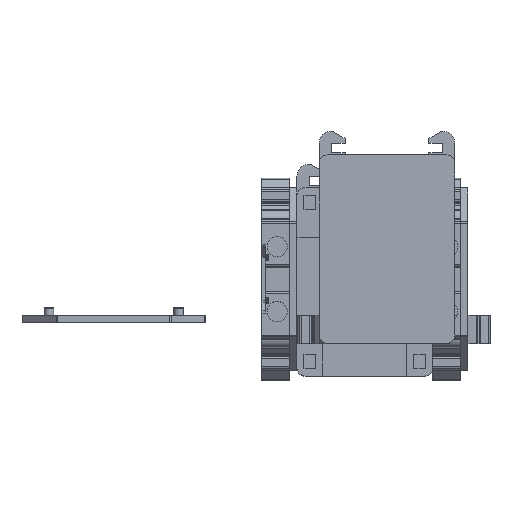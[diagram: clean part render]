
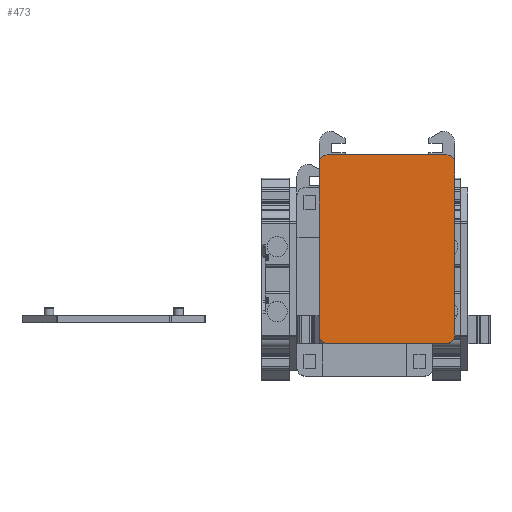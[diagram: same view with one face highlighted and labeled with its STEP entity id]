
A CAD part, top view. The second image highlights one B-rep face of the part: STEP entity #473.
In plain terms, the highlighted planar face has unit normal (0, 0, 1).
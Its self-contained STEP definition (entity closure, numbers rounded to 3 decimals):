
#473 = ADVANCED_FACE( '', ( #1284 ), #1285, .T. );
#1284 = FACE_OUTER_BOUND( '', #2458, .T. );
#1285 = PLANE( '', #2459 );
#2458 = EDGE_LOOP( '', ( #3774, #3775, #3776, #3777, #3778, #3779, #3780, #3781 ) );
#2459 = AXIS2_PLACEMENT_3D( '', #3782, #3783, #3784 );
#3774 = ORIENTED_EDGE( '', *, *, #7294, .F. );
#3775 = ORIENTED_EDGE( '', *, *, #7295, .T. );
#3776 = ORIENTED_EDGE( '', *, *, #7296, .F. );
#3777 = ORIENTED_EDGE( '', *, *, #7297, .T. );
#3778 = ORIENTED_EDGE( '', *, *, #7298, .T. );
#3779 = ORIENTED_EDGE( '', *, *, #7299, .T. );
#3780 = ORIENTED_EDGE( '', *, *, #7300, .T. );
#3781 = ORIENTED_EDGE( '', *, *, #7189, .T. );
#3782 = CARTESIAN_POINT( '', ( 13.73, 40., 49.52 ) );
#3783 = DIRECTION( '', ( 0., 0., 1. ) );
#3784 = DIRECTION( '', ( 1., 0., 0. ) );
#7189 = EDGE_CURVE( '', #8650, #8651, #8652, .T. );
#7294 = EDGE_CURVE( '', #8836, #8651, #8837, .T. );
#7295 = EDGE_CURVE( '', #8836, #8838, #8839, .T. );
#7296 = EDGE_CURVE( '', #8840, #8838, #8841, .T. );
#7297 = EDGE_CURVE( '', #8840, #8842, #8843, .T. );
#7298 = EDGE_CURVE( '', #8842, #8844, #8845, .T. );
#7299 = EDGE_CURVE( '', #8844, #8846, #8847, .T. );
#7300 = EDGE_CURVE( '', #8846, #8650, #8848, .T. );
#8650 = VERTEX_POINT( '', #10808 );
#8651 = VERTEX_POINT( '', #10809 );
#8652 = CIRCLE( '', #10810, 1.71 );
#8836 = VERTEX_POINT( '', #11060 );
#8837 = LINE( '', #11061, #11062 );
#8838 = VERTEX_POINT( '', #11063 );
#8839 = CIRCLE( '', #11064, 1.8 );
#8840 = VERTEX_POINT( '', #11065 );
#8841 = LINE( '', #11066, #11067 );
#8842 = VERTEX_POINT( '', #11068 );
#8843 = CIRCLE( '', #11069, 1.71 );
#8844 = VERTEX_POINT( '', #11070 );
#8845 = LINE( '', #11071, #11072 );
#8846 = VERTEX_POINT( '', #11073 );
#8847 = CIRCLE( '', #11074, 1.71 );
#8848 = LINE( '', #11075, #11076 );
#10808 = CARTESIAN_POINT( '', ( -14.77, 1.71, 49.52 ) );
#10809 = CARTESIAN_POINT( '', ( -13.06, 0., 49.52 ) );
#10810 = AXIS2_PLACEMENT_3D( '', #13785, #13786, #13787 );
#11060 = CARTESIAN_POINT( '', ( 12.23, 0., 49.52 ) );
#11061 = CARTESIAN_POINT( '', ( -14.47, 0., 49.52 ) );
#11062 = VECTOR( '', #13905, 1000. );
#11063 = CARTESIAN_POINT( '', ( 14.03, 1.8, 49.52 ) );
#11064 = AXIS2_PLACEMENT_3D( '', #13906, #13907, #13908 );
#11065 = CARTESIAN_POINT( '', ( 14.03, 38.29, 49.52 ) );
#11066 = CARTESIAN_POINT( '', ( 14.03, 40., 49.52 ) );
#11067 = VECTOR( '', #13909, 1000. );
#11068 = CARTESIAN_POINT( '', ( 12.32, 40., 49.52 ) );
#11069 = AXIS2_PLACEMENT_3D( '', #13910, #13911, #13912 );
#11070 = CARTESIAN_POINT( '', ( -13.06, 40., 49.52 ) );
#11071 = CARTESIAN_POINT( '', ( -0.37, 40., 49.52 ) );
#11072 = VECTOR( '', #13913, 1000. );
#11073 = CARTESIAN_POINT( '', ( -14.77, 38.29, 49.52 ) );
#11074 = AXIS2_PLACEMENT_3D( '', #13914, #13915, #13916 );
#11075 = CARTESIAN_POINT( '', ( -14.77, 40., 49.52 ) );
#11076 = VECTOR( '', #13917, 1000. );
#13785 = CARTESIAN_POINT( '', ( -13.06, 1.71, 49.52 ) );
#13786 = DIRECTION( '', ( 0., 0., 1. ) );
#13787 = DIRECTION( '', ( 1., 0., 0. ) );
#13905 = DIRECTION( '', ( -1., 0., 0. ) );
#13906 = CARTESIAN_POINT( '', ( 12.23, 1.8, 49.52 ) );
#13907 = DIRECTION( '', ( 0., 0., 1. ) );
#13908 = DIRECTION( '', ( 1., 0., 0. ) );
#13909 = DIRECTION( '', ( 0., -1., 0. ) );
#13910 = CARTESIAN_POINT( '', ( 12.32, 38.29, 49.52 ) );
#13911 = DIRECTION( '', ( 0., 0., 1. ) );
#13912 = DIRECTION( '', ( 1., 0., 0. ) );
#13913 = DIRECTION( '', ( -1., 0., 0. ) );
#13914 = CARTESIAN_POINT( '', ( -13.06, 38.29, 49.52 ) );
#13915 = DIRECTION( '', ( 0., 0., 1. ) );
#13916 = DIRECTION( '', ( 1., 0., 0. ) );
#13917 = DIRECTION( '', ( 0., -1., 0. ) );
